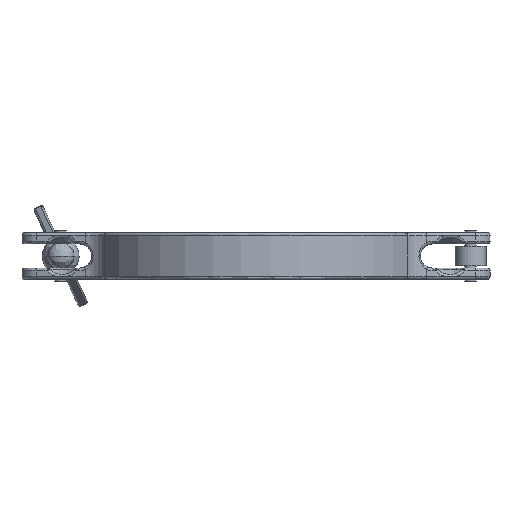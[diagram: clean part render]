
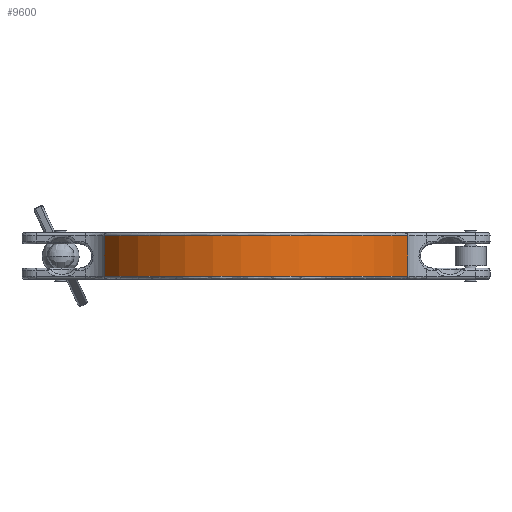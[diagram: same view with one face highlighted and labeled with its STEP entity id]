
A CAD part, front view. The second image highlights one B-rep face of the part: STEP entity #9600.
In plain terms, the highlighted cylindrical face has radius 87 mm (diameter 174 mm), a partial arc.
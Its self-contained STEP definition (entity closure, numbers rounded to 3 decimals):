
#461 = AXIS2_PLACEMENT_3D ( 'NONE', #2641, #9142, #13027 ) ;
#504 = FACE_OUTER_BOUND ( 'NONE', #4724, .T. ) ;
#1713 = DIRECTION ( 'NONE',  ( -1., 0., 0. ) ) ;
#1844 = CIRCLE ( 'NONE', #461, 87. ) ;
#2347 = LINE ( 'NONE', #7639, #16421 ) ;
#2641 = CARTESIAN_POINT ( 'NONE',  ( 0., 0., 10.5 ) ) ;
#2675 = VECTOR ( 'NONE', #6781, 1000. ) ;
#3225 = EDGE_CURVE ( 'NONE', #12428, #6346, #1844, .T. ) ;
#3677 = EDGE_CURVE ( 'NONE', #5322, #12428, #8066, .T. ) ;
#3804 = EDGE_CURVE ( 'NONE', #8196, #5322, #4324, .T. ) ;
#3886 = CARTESIAN_POINT ( 'NONE',  ( -78.505, -37.497, -10.5 ) ) ;
#4324 = CIRCLE ( 'NONE', #6002, 87. ) ;
#4724 = EDGE_LOOP ( 'NONE', ( #14118, #10311, #13098, #11680 ) ) ;
#5322 = VERTEX_POINT ( 'NONE', #7915 ) ;
#5795 = DIRECTION ( 'NONE',  ( 0., 0., -1. ) ) ;
#6002 = AXIS2_PLACEMENT_3D ( 'NONE', #15189, #13979, #12677 ) ;
#6346 = VERTEX_POINT ( 'NONE', #8287 ) ;
#6781 = DIRECTION ( 'NONE',  ( 0., 0., 1. ) ) ;
#6986 = EDGE_CURVE ( 'NONE', #6346, #8196, #2347, .T. ) ;
#7639 = CARTESIAN_POINT ( 'NONE',  ( -78.505, -37.497, 12. ) ) ;
#7915 = CARTESIAN_POINT ( 'NONE',  ( 78.505, -37.497, -10.5 ) ) ;
#8066 = LINE ( 'NONE', #12034, #2675 ) ;
#8196 = VERTEX_POINT ( 'NONE', #3886 ) ;
#8287 = CARTESIAN_POINT ( 'NONE',  ( -78.505, -37.497, 10.5 ) ) ;
#9031 = CARTESIAN_POINT ( 'NONE',  ( 78.505, -37.497, 10.5 ) ) ;
#9142 = DIRECTION ( 'NONE',  ( 0., 0., -1. ) ) ;
#9600 = ADVANCED_FACE ( 'NONE', ( #504 ), #13574, .T. ) ;
#10311 = ORIENTED_EDGE ( 'NONE', *, *, #3225, .T. ) ;
#11680 = ORIENTED_EDGE ( 'NONE', *, *, #3804, .T. ) ;
#12034 = CARTESIAN_POINT ( 'NONE',  ( 78.505, -37.497, 12. ) ) ;
#12355 = CARTESIAN_POINT ( 'NONE',  ( 0., 0., 12. ) ) ;
#12428 = VERTEX_POINT ( 'NONE', #9031 ) ;
#12677 = DIRECTION ( 'NONE',  ( -1., 0., 0. ) ) ;
#12905 = DIRECTION ( 'NONE',  ( 0., 0., -1. ) ) ;
#13027 = DIRECTION ( 'NONE',  ( -1., 0., 0. ) ) ;
#13098 = ORIENTED_EDGE ( 'NONE', *, *, #6986, .T. ) ;
#13574 = CYLINDRICAL_SURFACE ( 'NONE', #14303, 87. ) ;
#13979 = DIRECTION ( 'NONE',  ( 0., 0., 1. ) ) ;
#14118 = ORIENTED_EDGE ( 'NONE', *, *, #3677, .T. ) ;
#14303 = AXIS2_PLACEMENT_3D ( 'NONE', #12355, #5795, #1713 ) ;
#15189 = CARTESIAN_POINT ( 'NONE',  ( 0., 0., -10.5 ) ) ;
#16421 = VECTOR ( 'NONE', #12905, 1000. ) ;
